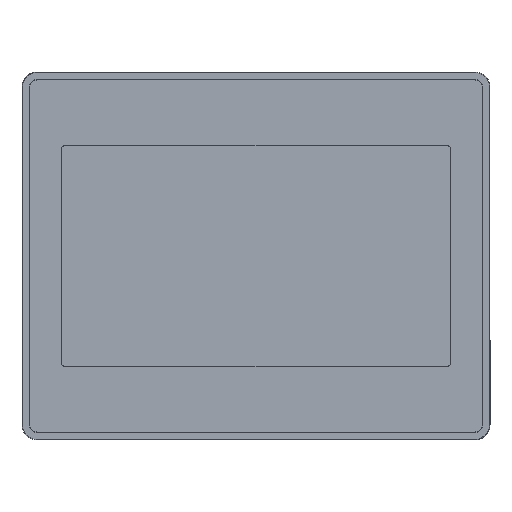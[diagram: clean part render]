
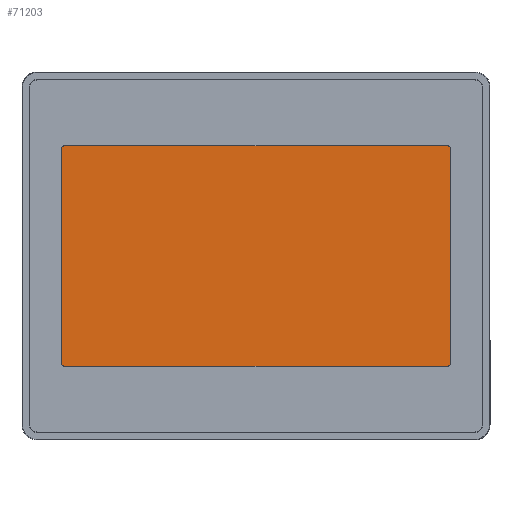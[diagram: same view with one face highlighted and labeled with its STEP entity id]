
A CAD part, top view. The second image highlights one B-rep face of the part: STEP entity #71203.
In plain terms, the highlighted planar face has unit normal (0, 0, 1).
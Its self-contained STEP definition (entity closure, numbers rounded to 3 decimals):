
#2629 = DIRECTION ( 'NONE',  ( -1., 0., 0. ) ) ;
#3076 = DIRECTION ( 'NONE',  ( -1., 0., 0. ) ) ;
#5576 = VERTEX_POINT ( 'NONE', #21718 ) ;
#5831 = EDGE_CURVE ( 'NONE', #48039, #34127, #113500, .T. ) ;
#9295 = CARTESIAN_POINT ( 'NONE',  ( 0., 44., 4.5 ) ) ;
#12885 = DIRECTION ( 'NONE',  ( 0., -1., 0. ) ) ;
#17909 = AXIS2_PLACEMENT_3D ( 'NONE', #82218, #90044, #100250 ) ;
#19227 = CIRCLE ( 'NONE', #82603, 1. ) ;
#19909 = DIRECTION ( 'NONE',  ( 0., 0., 1. ) ) ;
#20498 = EDGE_CURVE ( 'NONE', #60209, #5576, #38119, .T. ) ;
#21236 = CARTESIAN_POINT ( 'NONE',  ( 76.75, 43., 4.5 ) ) ;
#21718 = CARTESIAN_POINT ( 'NONE',  ( -76.75, 44., 4.5 ) ) ;
#23400 = CARTESIAN_POINT ( 'NONE',  ( 77.75, -43., 4.5 ) ) ;
#23517 = VECTOR ( 'NONE', #69121, 1000. ) ;
#27186 = AXIS2_PLACEMENT_3D ( 'NONE', #83026, #102825, #3076 ) ;
#27229 = ORIENTED_EDGE ( 'NONE', *, *, #77871, .T. ) ;
#27474 = DIRECTION ( 'NONE',  ( -1., 0., 0. ) ) ;
#27491 = ORIENTED_EDGE ( 'NONE', *, *, #5831, .T. ) ;
#28312 = EDGE_CURVE ( 'NONE', #5576, #71044, #46404, .T. ) ;
#28575 = CARTESIAN_POINT ( 'NONE',  ( -76.75, -44., 4.5 ) ) ;
#33043 = LINE ( 'NONE', #60117, #23517 ) ;
#33057 = VECTOR ( 'NONE', #57081, 1000. ) ;
#33733 = ORIENTED_EDGE ( 'NONE', *, *, #42780, .T. ) ;
#34127 = VERTEX_POINT ( 'NONE', #43169 ) ;
#35869 = VECTOR ( 'NONE', #2629, 1000. ) ;
#38119 = LINE ( 'NONE', #9295, #35869 ) ;
#41641 = DIRECTION ( 'NONE',  ( -1., 0., 0. ) ) ;
#42255 = ORIENTED_EDGE ( 'NONE', *, *, #20498, .T. ) ;
#42780 = EDGE_CURVE ( 'NONE', #34127, #71035, #116635, .T. ) ;
#43169 = CARTESIAN_POINT ( 'NONE',  ( 76.75, -44., 4.5 ) ) ;
#43392 = CARTESIAN_POINT ( 'NONE',  ( 77.75, 43., 4.5 ) ) ;
#45787 = DIRECTION ( 'NONE',  ( -1., 0., 0. ) ) ;
#45837 = ORIENTED_EDGE ( 'NONE', *, *, #67291, .T. ) ;
#46404 = CIRCLE ( 'NONE', #27186, 1. ) ;
#48039 = VERTEX_POINT ( 'NONE', #28575 ) ;
#53338 = CARTESIAN_POINT ( 'NONE',  ( 76.75, -43., 4.5 ) ) ;
#53788 = AXIS2_PLACEMENT_3D ( 'NONE', #101643, #19909, #45787 ) ;
#56796 = LINE ( 'NONE', #103625, #69571 ) ;
#57081 = DIRECTION ( 'NONE',  ( 1., 0., 0. ) ) ;
#58019 = ORIENTED_EDGE ( 'NONE', *, *, #28312, .T. ) ;
#58509 = EDGE_CURVE ( 'NONE', #71035, #76761, #33043, .T. ) ;
#59141 = AXIS2_PLACEMENT_3D ( 'NONE', #53338, #62958, #27474 ) ;
#60117 = CARTESIAN_POINT ( 'NONE',  ( 77.75, 0., 4.5 ) ) ;
#60209 = VERTEX_POINT ( 'NONE', #60619 ) ;
#60619 = CARTESIAN_POINT ( 'NONE',  ( 76.75, 44., 4.5 ) ) ;
#61834 = FACE_OUTER_BOUND ( 'NONE', #76509, .T. ) ;
#62958 = DIRECTION ( 'NONE',  ( 0., 0., 1. ) ) ;
#64194 = PLANE ( 'NONE',  #17909 ) ;
#67291 = EDGE_CURVE ( 'NONE', #71044, #111197, #56796, .T. ) ;
#68482 = CARTESIAN_POINT ( 'NONE',  ( -77.75, 43., 4.5 ) ) ;
#69121 = DIRECTION ( 'NONE',  ( 0., 1., 0. ) ) ;
#69156 = CIRCLE ( 'NONE', #53788, 1. ) ;
#69571 = VECTOR ( 'NONE', #12885, 1000. ) ;
#71035 = VERTEX_POINT ( 'NONE', #23400 ) ;
#71044 = VERTEX_POINT ( 'NONE', #68482 ) ;
#71203 = ADVANCED_FACE ( 'NONE', ( #61834 ), #64194, .F. ) ;
#76509 = EDGE_LOOP ( 'NONE', ( #58019, #45837, #91669, #27491, #33733, #93647, #27229, #42255 ) ) ;
#76761 = VERTEX_POINT ( 'NONE', #43392 ) ;
#77871 = EDGE_CURVE ( 'NONE', #76761, #60209, #19227, .T. ) ;
#78097 = EDGE_CURVE ( 'NONE', #111197, #48039, #69156, .T. ) ;
#82218 = CARTESIAN_POINT ( 'NONE',  ( 3.838, -64.426, 4.5 ) ) ;
#82603 = AXIS2_PLACEMENT_3D ( 'NONE', #21236, #85534, #41641 ) ;
#83026 = CARTESIAN_POINT ( 'NONE',  ( -76.75, 43., 4.5 ) ) ;
#84700 = CARTESIAN_POINT ( 'NONE',  ( 0., -44., 4.5 ) ) ;
#85534 = DIRECTION ( 'NONE',  ( 0., 0., 1. ) ) ;
#85890 = CARTESIAN_POINT ( 'NONE',  ( -77.75, -43., 4.5 ) ) ;
#90044 = DIRECTION ( 'NONE',  ( 0., 0., -1. ) ) ;
#91669 = ORIENTED_EDGE ( 'NONE', *, *, #78097, .T. ) ;
#93647 = ORIENTED_EDGE ( 'NONE', *, *, #58509, .T. ) ;
#100250 = DIRECTION ( 'NONE',  ( -1., 0., 0. ) ) ;
#101643 = CARTESIAN_POINT ( 'NONE',  ( -76.75, -43., 4.5 ) ) ;
#102825 = DIRECTION ( 'NONE',  ( 0., 0., 1. ) ) ;
#103625 = CARTESIAN_POINT ( 'NONE',  ( -77.75, 0., 4.5 ) ) ;
#111197 = VERTEX_POINT ( 'NONE', #85890 ) ;
#113500 = LINE ( 'NONE', #84700, #33057 ) ;
#116635 = CIRCLE ( 'NONE', #59141, 1. ) ;
